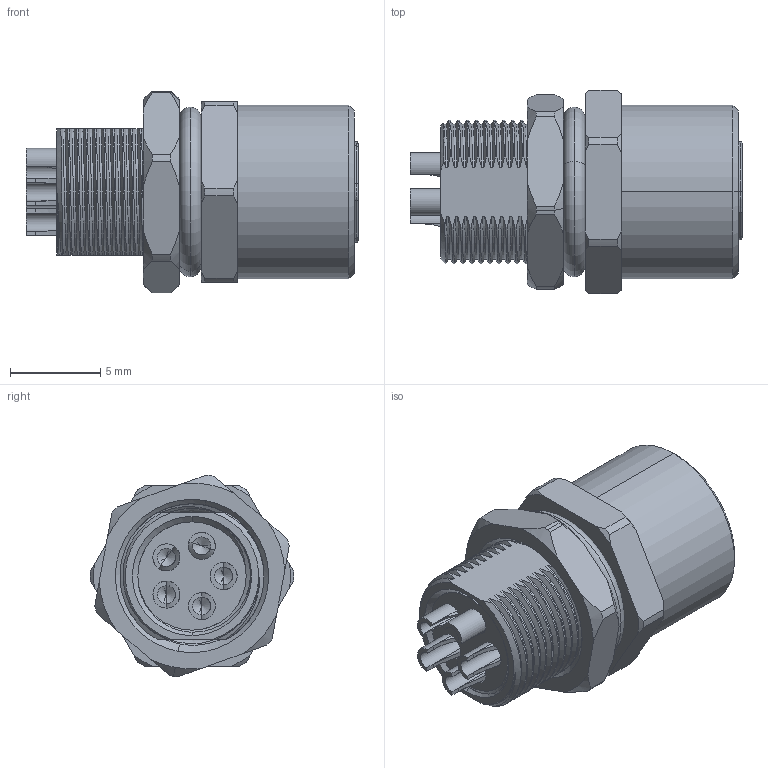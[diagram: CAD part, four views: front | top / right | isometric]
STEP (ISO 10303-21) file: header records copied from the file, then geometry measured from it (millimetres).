
FILE_DESCRIPTION (( 'STEP AP203' ), '1' );
FILE_NAME ('54-00319.STEP', '2023-03-15T18:59:51', ( '' ), ( '' ), 'SwSTEP 2.0', 'SolidWorks 2021', '' );
FILE_SCHEMA (( 'CONFIG_CONTROL_DESIGN' ));
Length unit declared in the file: millimetre
Products named in the file (7): 54-00319-04___; 54-00319-07___; 54-00319-05___; 54-00319; 54-00319-03___; 54-00319-01___; 54-00319-06___
Assembly tree (10 placements, depth 2):
  54-00319
    54-00319-01___
    54-00319-07___
    54-00319-03___  x5
    54-00319-04___
    54-00319-05___
    54-00319-06___
Bounding box: 18.4 x 11.3 x 11.19 mm (x, y, z)
Volume: 958.5 mm3; surface area: 2638.9 mm2
Topology: 10 solids, 10 shells, 439 faces, 1150 edges, 727 vertices
Faces by surface type: cylinder 185, plane 101, bspline 61, cone 60, torus 32
Entity records: 32936 total; most frequent: CARTESIAN_POINT 25169, ORIENTED_EDGE 1668, DIRECTION 1217, EDGE_CURVE 834, VERTEX_POINT 543, AXIS2_PLACEMENT_3D 466, EDGE_LOOP 337, ADVANCED_FACE 311
